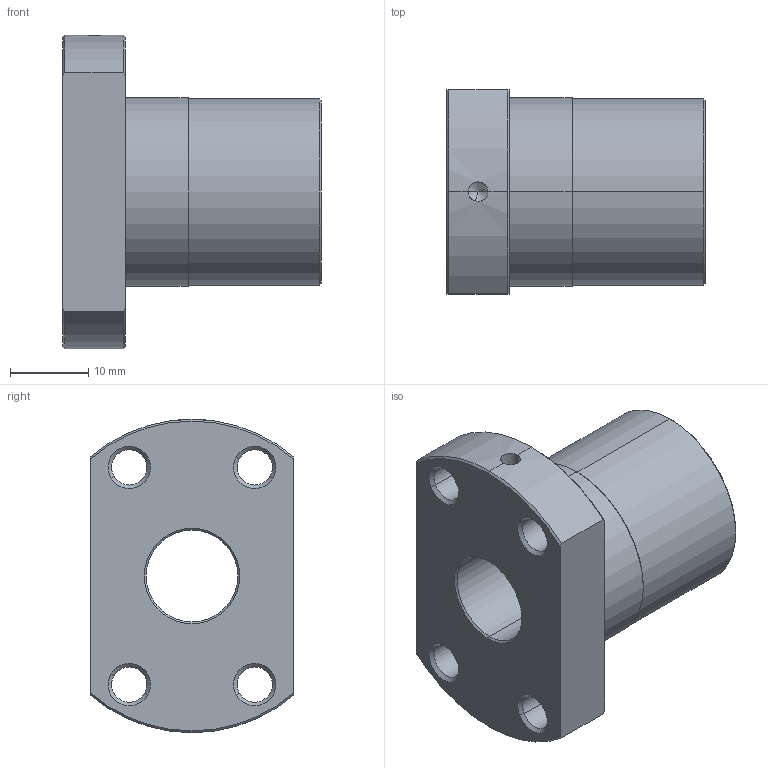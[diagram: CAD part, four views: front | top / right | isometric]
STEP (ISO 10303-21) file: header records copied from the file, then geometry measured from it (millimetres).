
FILE_DESCRIPTION(('HOOPS Exchange Step'),'2;1');
FILE_NAME('export-CC571F30-91CE-4C86-9098-1BB51BF15CEF.stp','2024-05-19T12:02:05+02:00',('Engineering'),('Alibre'),'HOOPS Exchange 2023.0','Alibre','Unknown authorisation');
FILE_SCHEMA( ('AP242_MANAGED_MODEL_BASED_3D_ENGINEERING_MIM_LF {1 0 10303 442 1 1 4 }') );
Length unit declared in the file: millimetre
Products named in the file (2): 6858-1 HIWIN Ballnut R12-05K4-FSCDIN; 6858 HIWIN Ballnut R12-05K4-FSCDIN
Assembly tree (1 placements, depth 2):
  6858 HIWIN Ballnut R12-05K4-FSCDIN
    6858-1 HIWIN Ballnut R12-05K4-FSCDIN
Bounding box: 33 x 26 x 40 mm (x, y, z)
Volume: 14755.1 mm3; surface area: 6058.3 mm2
Topology: 1 solids, 1 shells, 59 faces, 139 edges, 81 vertices
Faces by surface type: cone 33, cylinder 20, plane 6
Entity records: 1773 total; most frequent: CARTESIAN_POINT 331, DIRECTION 320, ORIENTED_EDGE 272, EDGE_CURVE 136, AXIS2_PLACEMENT_3D 132, VERTEX_POINT 81, EDGE_LOOP 71, FACE_BOUND 71
